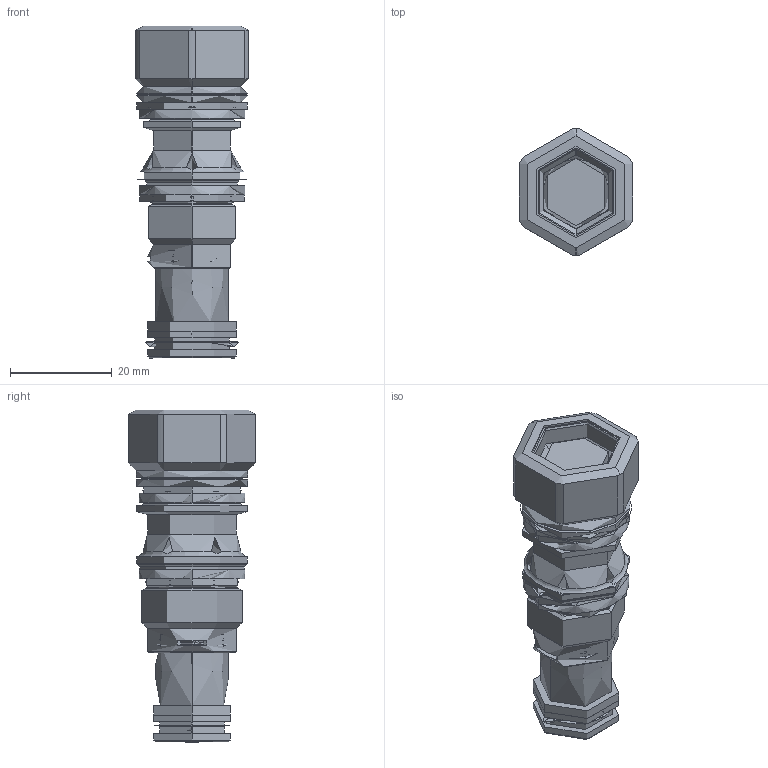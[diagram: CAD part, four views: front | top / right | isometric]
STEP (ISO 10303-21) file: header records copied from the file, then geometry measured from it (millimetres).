
FILE_DESCRIPTION((''),'2;1');
FILE_NAME('DVBD8FN_SW','2022-02-04T09:39:38',('SigMax'),(''),'CREO PARAMETRIC BY PTC INC, 2021072','CREO PARAMETRIC BY PTC INC, 2021072','');
FILE_SCHEMA(('CONFIG_CONTROL_DESIGN'));
Length unit declared in the file: inch
Products named in the file (1): DVBD8FN_SW
Bounding box: 22.23 x 24.84 x 65.1 mm (x, y, z)
Topology: 0 solids, 0 shells, 241 faces, 1170 edges, 1156 vertices
Faces by surface type: cylinder 121, cone 44, plane 35, torus 31, revolution 10
Entity records: 21854 total; most frequent: CARTESIAN_POINT 11082, DIRECTION 2030, TRIMMED_CURVE 1273, DEFINITIONAL_REPRESENTATION 1142, PCURVE 1142, COMPOSITE_CURVE_SEGMENT 1142, VECTOR 988, LINE 988
